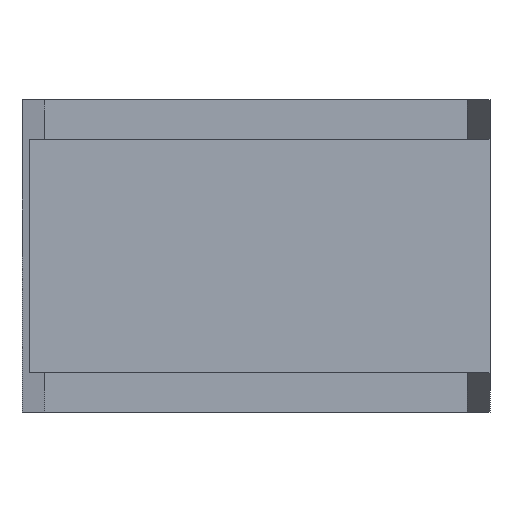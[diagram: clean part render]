
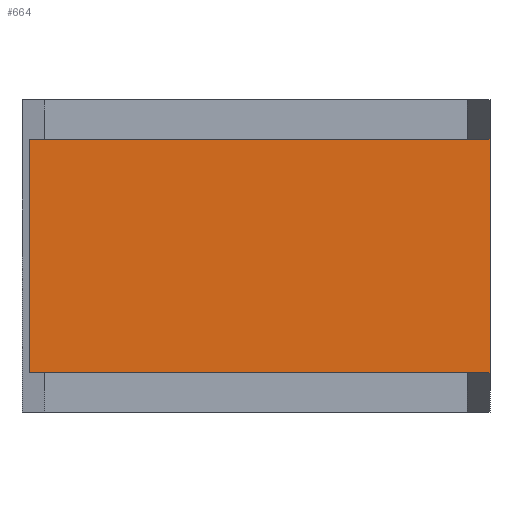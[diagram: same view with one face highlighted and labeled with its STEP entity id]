
A CAD part, front view. The second image highlights one B-rep face of the part: STEP entity #664.
In plain terms, the highlighted planar face has unit normal (0, -1, 0).
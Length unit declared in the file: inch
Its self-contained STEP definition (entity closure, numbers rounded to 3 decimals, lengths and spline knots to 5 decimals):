
#89 = FACE_OUTER_BOUND ( 'NONE', #2013, .T. ) ;
#97 = ORIENTED_EDGE ( 'NONE', *, *, #1028, .T. ) ;
#120 = EDGE_CURVE ( 'NONE', #2210, #306, #1559, .T. ) ;
#125 = CARTESIAN_POINT ( 'NONE',  ( 0., 2.19849, 0. ) ) ;
#306 = VERTEX_POINT ( 'NONE', #1837 ) ;
#324 = DIRECTION ( 'NONE',  ( 0., -1., 0. ) ) ;
#364 = VECTOR ( 'NONE', #814, 39.37008 ) ;
#388 = EDGE_CURVE ( 'NONE', #1105, #2210, #1063, .T. ) ;
#534 = LINE ( 'NONE', #1366, #364 ) ;
#664 = ADVANCED_FACE ( 'NONE', ( #89 ), #2299, .T. ) ;
#683 = CARTESIAN_POINT ( 'NONE',  ( -1.15887, 2.19849, 6.62925 ) ) ;
#814 = DIRECTION ( 'NONE',  ( 0., 0., 1. ) ) ;
#909 = LINE ( 'NONE', #1963, #1018 ) ;
#941 = CARTESIAN_POINT ( 'NONE',  ( -1.15887, 2.19849, 3.62925 ) ) ;
#1018 = VECTOR ( 'NONE', #2119, 39.37008 ) ;
#1028 = EDGE_CURVE ( 'NONE', #306, #1977, #534, .T. ) ;
#1063 = LINE ( 'NONE', #1851, #1966 ) ;
#1105 = VERTEX_POINT ( 'NONE', #683 ) ;
#1109 = ORIENTED_EDGE ( 'NONE', *, *, #388, .T. ) ;
#1366 = CARTESIAN_POINT ( 'NONE',  ( 4.74113, 2.19849, 6.62925 ) ) ;
#1559 = LINE ( 'NONE', #2040, #1828 ) ;
#1580 = CARTESIAN_POINT ( 'NONE',  ( 4.74113, 2.19849, 6.62925 ) ) ;
#1736 = AXIS2_PLACEMENT_3D ( 'NONE', #125, #324, #2135 ) ;
#1752 = EDGE_CURVE ( 'NONE', #1977, #1105, #909, .T. ) ;
#1828 = VECTOR ( 'NONE', #2230, 39.37008 ) ;
#1837 = CARTESIAN_POINT ( 'NONE',  ( 4.74113, 2.19849, 3.62925 ) ) ;
#1851 = CARTESIAN_POINT ( 'NONE',  ( -1.15887, 2.19849, 6.62925 ) ) ;
#1963 = CARTESIAN_POINT ( 'NONE',  ( -1.15887, 2.19849, 6.62925 ) ) ;
#1966 = VECTOR ( 'NONE', #2024, 39.37008 ) ;
#1977 = VERTEX_POINT ( 'NONE', #1580 ) ;
#2013 = EDGE_LOOP ( 'NONE', ( #1109, #2237, #97, #2159 ) ) ;
#2024 = DIRECTION ( 'NONE',  ( 0., 0., -1. ) ) ;
#2040 = CARTESIAN_POINT ( 'NONE',  ( -1.15887, 2.19849, 3.62925 ) ) ;
#2119 = DIRECTION ( 'NONE',  ( -1., 0., 0. ) ) ;
#2135 = DIRECTION ( 'NONE',  ( 0., 0., -1. ) ) ;
#2159 = ORIENTED_EDGE ( 'NONE', *, *, #1752, .T. ) ;
#2210 = VERTEX_POINT ( 'NONE', #941 ) ;
#2230 = DIRECTION ( 'NONE',  ( 1., 0., 0. ) ) ;
#2237 = ORIENTED_EDGE ( 'NONE', *, *, #120, .T. ) ;
#2299 = PLANE ( 'NONE',  #1736 ) ;
